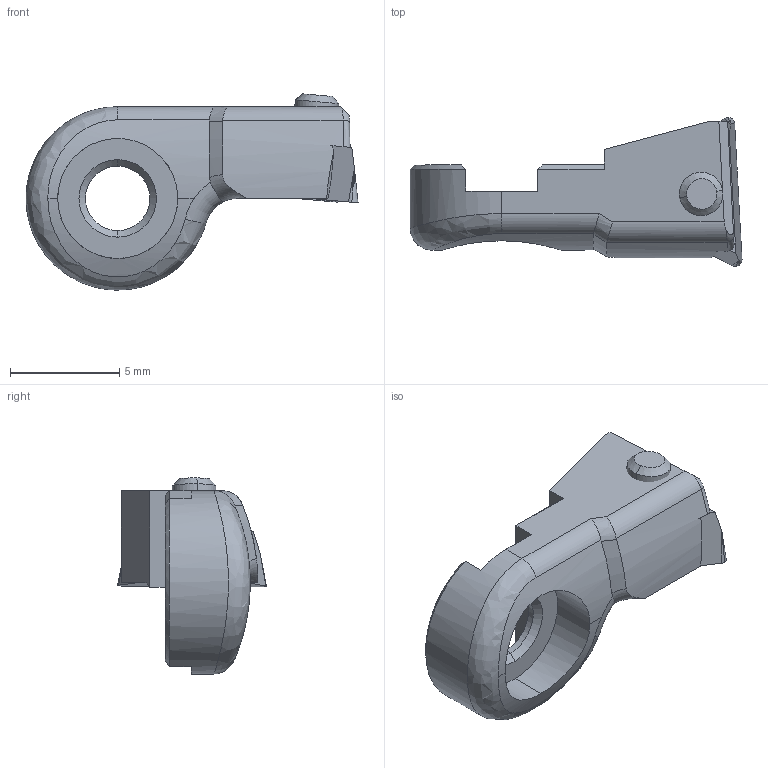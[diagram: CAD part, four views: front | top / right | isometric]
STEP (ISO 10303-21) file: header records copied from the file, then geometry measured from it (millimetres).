
FILE_DESCRIPTION(('no description'),'unknown implementation level');
FILE_NAME('496539FE-42C4-48B3-A975-A1FE154C9B49_export.stp',' ',('CIMSOURCE GmbH'),('CADClick - KiM GmbH - www.kimweb.de'),'unknown preprocess','ACIS','unknown authorization');
FILE_SCHEMA(('automotive_design'));
Length unit declared in the file: millimetre
Products named in the file (3): 626.111 Kaiser ENH 11 TP07 20-26|694.103 Kaiser ETL M2x4.8 T6 IP 10S;Kreismuster1; 626.111 Kaiser ENH 11 TP07 20-26|651.735 Kaiser TPGT 070203 K10C;Kombinieren1; 626.111 Kaiser ENH 11 TP07 20-26|626.111 Kaiser ENH 11 TP07 20-26;Fase2
Bounding box: 15.21 x 6.83 x 8.99 mm (x, y, z)
Volume: 255.8 mm3; surface area: 526.9 mm2
Topology: 3 solids, 3 shells, 107 faces, 273 edges, 168 vertices
Faces by surface type: cylinder 39, plane 33, cone 23, torus 6, bspline 6
Entity records: 12336 total; most frequent: CARTESIAN_POINT 6651, DIRECTION 553, STYLED_ITEM 546, PRESENTATION_STYLE_ASSIGNMENT 546, COLOUR_RGB 546, ORIENTED_EDGE 536, EDGE_CURVE 268, CURVE_STYLE 268
